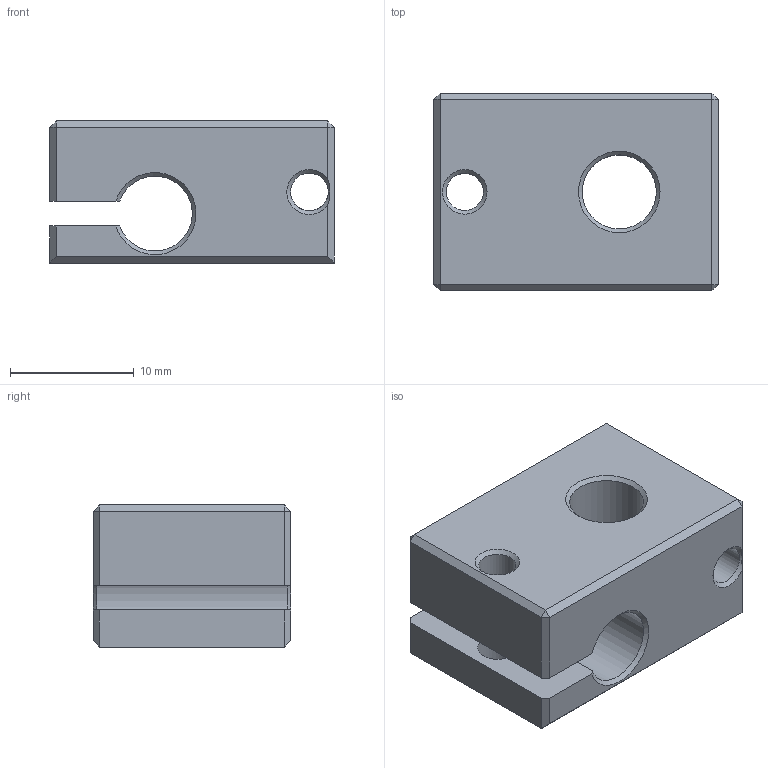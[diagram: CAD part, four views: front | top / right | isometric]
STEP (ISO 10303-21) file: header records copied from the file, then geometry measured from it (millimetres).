
FILE_DESCRIPTION(/* description */ (''),/* implementation_level */ '2;1');
FILE_NAME(/* name */ 'bloque v6.step',/* time_stamp */ '2021-12-22T02:47:40+01:00',/* author */ (''),/* organization */ (''),/* preprocessor_version */ 'ST-DEVELOPER v18.1',/* originating_system */ 'Autodesk Translation Framework v10.10.0.1391',/* authorisation */ '');
FILE_SCHEMA (('AUTOMOTIVE_DESIGN { 1 0 10303 214 3 1 1 }'));
Length unit declared in the file: millimetre
Products named in the file (1): ÈÈµçÅ¼ RípWW
Bounding box: 23 x 16 x 11.5 mm (x, y, z)
Volume: 3025.6 mm3; surface area: 2292 mm2
Topology: 1 solids, 1 shells, 40 faces, 100 edges, 60 vertices
Faces by surface type: plane 25, cone 9, cylinder 6
Full cylindrical faces by diameter (mm): 3 x2, 3.05 x1, 3.2 x1, 6 x1
Entity records: 1332 total; most frequent: CARTESIAN_POINT 271, ORIENTED_EDGE 200, DIRECTION 198, EDGE_CURVE 100, LINE 68, VECTOR 68, AXIS2_PLACEMENT_3D 65, VERTEX_POINT 60
